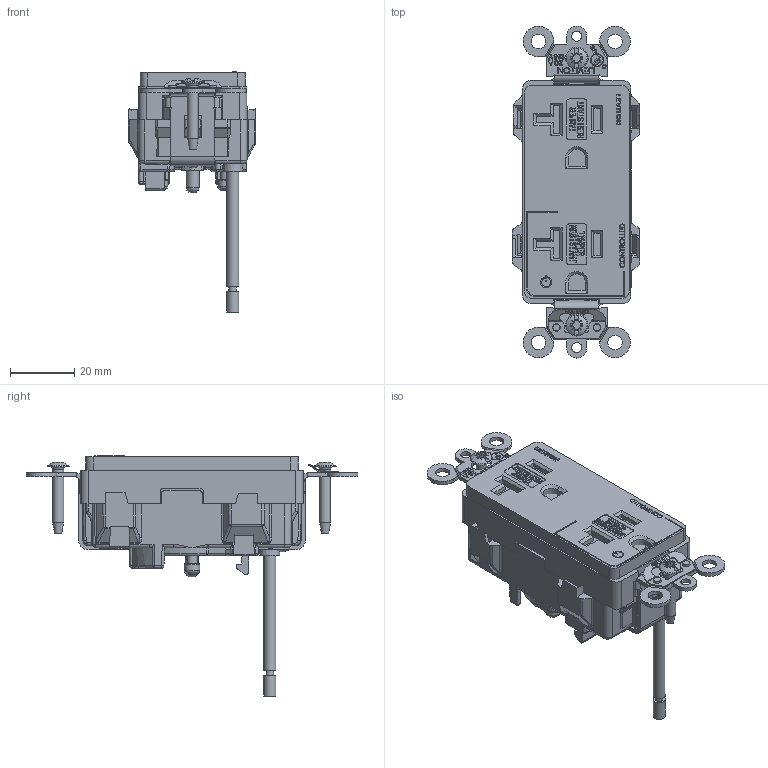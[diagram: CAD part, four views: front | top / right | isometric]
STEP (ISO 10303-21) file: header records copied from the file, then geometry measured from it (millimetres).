
FILE_DESCRIPTION (( 'STEP AP214' ), '1' );
FILE_NAME ('CATSTD-MT163-1CX-M01.STEP', '2020-10-14T14:02:49', ( '' ), ( '' ), 'SwSTEP 2.0', 'SolidWorks 2020', '' );
FILE_SCHEMA (( 'AUTOMOTIVE_DESIGN' ));
Length unit declared in the file: inch
Products named in the file (1): CATSTD-MT163-1CX-M01
Bounding box: 39.69 x 103.38 x 74.73 mm (x, y, z)
Volume: 70599 mm3; surface area: 32300.5 mm2
Topology: 5 solids, 15 shells, 4073 faces, 11087 edges, 7234 vertices
Faces by surface type: plane 3040, cylinder 581, bspline 308, sphere 69, cone 58, torus 17
Full cylindrical faces by diameter (mm): 1.321 x2, 2.184 x4, 2.326 x1, 2.362 x2, 2.388 x1, 2.438 x4, 3.111 x1, 3.112 x1, 3.226 x4, 3.404 x2, 3.683 x2, 3.725 x1, 3.734 x1, 3.798 x2, 3.979 x1, 4.064 x1, 4.521 x4, 4.724 x1, 4.953 x4, 4.978 x1
Entity records: 189641 total; most frequent: CARTESIAN_POINT 38921, ORIENTED_EDGE 21926, DIRECTION 18561, EDGE_CURVE 10963, VECTOR 8871, LINE 8871, VERTEX_POINT 7197, AXIS2_PLACEMENT_3D 4845
